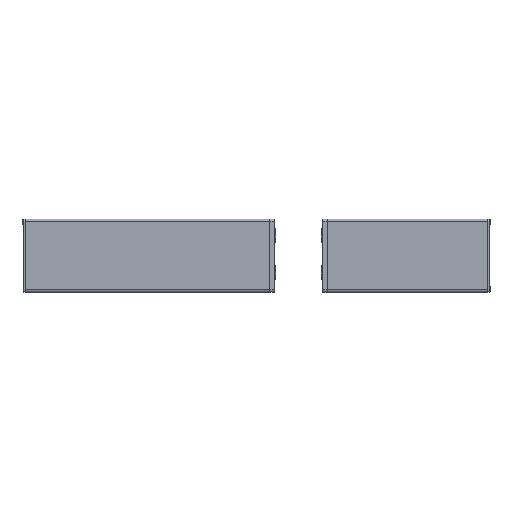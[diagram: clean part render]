
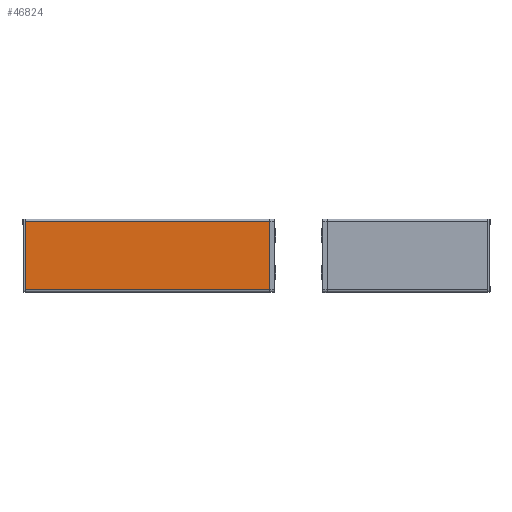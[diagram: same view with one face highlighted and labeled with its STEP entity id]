
A CAD part, left-side view. The second image highlights one B-rep face of the part: STEP entity #46824.
In plain terms, the highlighted planar face has unit normal (-1, 0, 0).
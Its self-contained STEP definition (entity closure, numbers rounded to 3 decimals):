
#6546 = CARTESIAN_POINT ( 'NONE',  ( -414.45, 1135.489, -75.634 ) ) ;
#17451 = DIRECTION ( 'NONE',  ( 0., 0., -1. ) ) ;
#17895 = FACE_OUTER_BOUND ( 'NONE', #130588, .T. ) ;
#18708 = DIRECTION ( 'NONE',  ( 0., -1., 0. ) ) ;
#25634 = VERTEX_POINT ( 'NONE', #85409 ) ;
#28808 = VERTEX_POINT ( 'NONE', #117065 ) ;
#30941 = DIRECTION ( 'NONE',  ( -1., 0., 0. ) ) ;
#31758 = CARTESIAN_POINT ( 'NONE',  ( -414.45, 1485.489, -173.634 ) ) ;
#32408 = VERTEX_POINT ( 'NONE', #119202 ) ;
#41231 = LINE ( 'NONE', #31758, #83716 ) ;
#45811 = ORIENTED_EDGE ( 'NONE', *, *, #111576, .T. ) ;
#46824 = ADVANCED_FACE ( 'NONE', ( #17895 ), #73843, .T. ) ;
#49458 = DIRECTION ( 'NONE',  ( 0., 0., 1. ) ) ;
#62238 = ORIENTED_EDGE ( 'NONE', *, *, #63709, .T. ) ;
#62955 = DIRECTION ( 'NONE',  ( 0., -1., 0. ) ) ;
#63709 = EDGE_CURVE ( 'NONE', #28808, #70863, #137428, .T. ) ;
#63825 = AXIS2_PLACEMENT_3D ( 'NONE', #118204, #30941, #62955 ) ;
#70863 = VERTEX_POINT ( 'NONE', #77550 ) ;
#70887 = VECTOR ( 'NONE', #138688, 1000. ) ;
#73843 = PLANE ( 'NONE',  #63825 ) ;
#77550 = CARTESIAN_POINT ( 'NONE',  ( -414.45, 1485.489, -173.634 ) ) ;
#82799 = EDGE_CURVE ( 'NONE', #25634, #28808, #116158, .T. ) ;
#83716 = VECTOR ( 'NONE', #18708, 1000. ) ;
#85409 = CARTESIAN_POINT ( 'NONE',  ( -414.45, 1135.489, -75.634 ) ) ;
#90141 = ORIENTED_EDGE ( 'NONE', *, *, #104608, .T. ) ;
#96366 = VECTOR ( 'NONE', #49458, 1000. ) ;
#104608 = EDGE_CURVE ( 'NONE', #32408, #25634, #106113, .T. ) ;
#106113 = LINE ( 'NONE', #6546, #96366 ) ;
#111576 = EDGE_CURVE ( 'NONE', #70863, #32408, #41231, .T. ) ;
#116158 = LINE ( 'NONE', #128484, #70887 ) ;
#117065 = CARTESIAN_POINT ( 'NONE',  ( -414.45, 1485.489, -75.634 ) ) ;
#118204 = CARTESIAN_POINT ( 'NONE',  ( -414.45, 1485.489, -75.634 ) ) ;
#119202 = CARTESIAN_POINT ( 'NONE',  ( -414.45, 1135.489, -173.634 ) ) ;
#120537 = ORIENTED_EDGE ( 'NONE', *, *, #82799, .T. ) ;
#128484 = CARTESIAN_POINT ( 'NONE',  ( -414.45, 1485.489, -75.634 ) ) ;
#130588 = EDGE_LOOP ( 'NONE', ( #90141, #120537, #62238, #45811 ) ) ;
#132421 = VECTOR ( 'NONE', #17451, 1000. ) ;
#137428 = LINE ( 'NONE', #138854, #132421 ) ;
#138688 = DIRECTION ( 'NONE',  ( 0., 1., 0. ) ) ;
#138854 = CARTESIAN_POINT ( 'NONE',  ( -414.45, 1485.489, -75.634 ) ) ;
